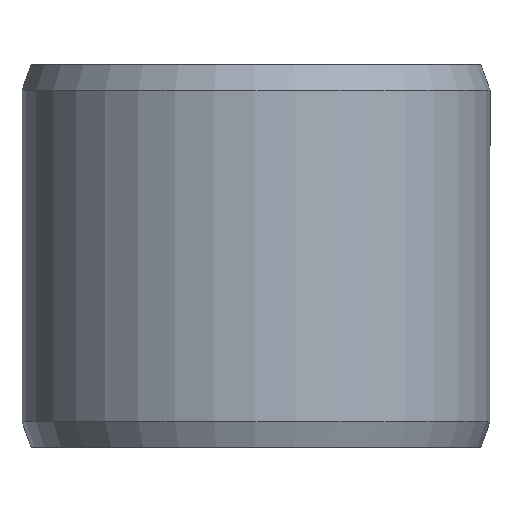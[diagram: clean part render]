
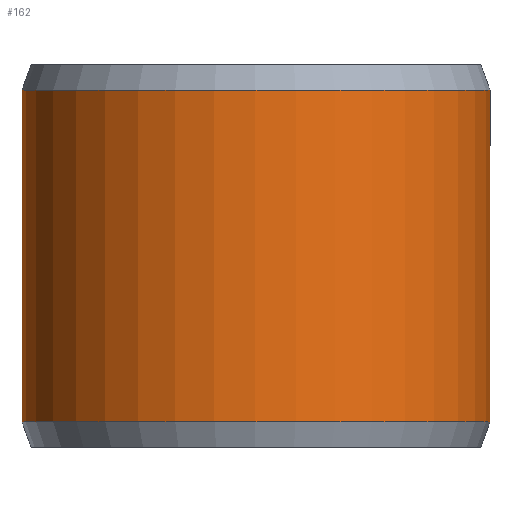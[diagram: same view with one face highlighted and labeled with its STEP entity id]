
A CAD part, front view. The second image highlights one B-rep face of the part: STEP entity #162.
In plain terms, the highlighted cylindrical face has radius 5.5 mm (diameter 11 mm), a partial arc.
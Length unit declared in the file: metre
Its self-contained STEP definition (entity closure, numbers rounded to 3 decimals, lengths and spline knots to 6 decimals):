
#162=ADVANCED_FACE('',(#185,#186),#187,.T.);
#185=FACE_OUTER_BOUND('',#211,.T.);
#186=FACE_BOUND('',#212,.T.);
#187=CYLINDRICAL_SURFACE('',#213,0.0055);
#211=EDGE_LOOP('',(#289,#290,#291,#292));
#212=EDGE_LOOP('',(#293));
#213=AXIS2_PLACEMENT_3D('',#294,#295,#296);
#289=ORIENTED_EDGE('',*,*,#314,.T.);
#290=ORIENTED_EDGE('',*,*,#323,.F.);
#291=ORIENTED_EDGE('',*,*,#309,.F.);
#292=ORIENTED_EDGE('',*,*,#324,.T.);
#293=ORIENTED_EDGE('',*,*,#327,.T.);
#294=CARTESIAN_POINT('',(0.,0.,0.0));
#295=DIRECTION('',(0.,0.0,-1.0));
#296=DIRECTION('',(-1.0,0.0,0.));
#309=EDGE_CURVE('',#341,#342,#343,.T.);
#314=EDGE_CURVE('',#351,#349,#352,.T.);
#323=EDGE_CURVE('',#342,#349,#365,.T.);
#324=EDGE_CURVE('',#341,#351,#366,.T.);
#327=EDGE_CURVE('',#370,#370,#371,.T.);
#341=VERTEX_POINT('',#389);
#342=VERTEX_POINT('',#390);
#343=CIRCLE('',#391,0.0055);
#349=VERTEX_POINT('',#399);
#351=VERTEX_POINT('',#402);
#352=CIRCLE('',#403,0.0055);
#365=LINE('',#422,#423);
#366=LINE('',#424,#425);
#370=VERTEX_POINT('',#483);
#371=B_SPLINE_CURVE_WITH_KNOTS('',3,(#484,#485,#486,#487,#488,#489,#490,#491,#492,#493,#494,#495,#496,#497,#498,#499,#500,#501,#502,#503,#504,#505,#506,#507,#508,#509,#510,#511,#512,#513,#514,#515,#516,#517,#518,#519,#520,#521,#522,#523,#524,#525,#526,#527,#528,#529,#530,#531,#532,#533,#534,#535,#536,#537,#538,#539,#540,#541,#542,#543,#544,#545,#546,#547),.UNSPECIFIED.,.T.,.F.,(2,2,2,2,2,2,2,2,2,2,2,2,2,2,2,2,2,2,2,2,2,2,2,2,2,2,2,2,2,2,2,2,2,2),(-0.000394,0.0,0.000394,0.000788,0.001182,0.001577,0.002365,0.002759,0.003153,0.003547,0.003942,0.004336,0.00473,0.005124,0.005518,0.005912,0.006307,0.006701,0.007095,0.007489,0.007883,0.008277,0.008671,0.009066,0.00946,0.009854,0.010248,0.010642,0.011036,0.011431,0.011825,0.012219,0.012613,0.013007),.UNSPECIFIED.);
#389=CARTESIAN_POINT('',(0.000096,0.005499,0.0006));
#390=CARTESIAN_POINT('',(0.,0.0055,0.0006));
#391=AXIS2_PLACEMENT_3D('',#561,#562,#563);
#399=CARTESIAN_POINT('',(0.,0.0055,0.0084));
#402=CARTESIAN_POINT('',(0.000096,0.005499,0.0084));
#403=AXIS2_PLACEMENT_3D('',#570,#571,#572);
#422=CARTESIAN_POINT('',(0.,0.0055,0.0006));
#423=VECTOR('',#585,1.0);
#424=CARTESIAN_POINT('',(0.000096,0.005499,0.0006));
#425=VECTOR('',#586,1.0);
#483=CARTESIAN_POINT('',(0.003362,-0.004353,0.0045));
#484=CARTESIAN_POINT('',(0.003362,-0.004353,0.004367));
#485=CARTESIAN_POINT('',(0.003362,-0.004353,0.004633));
#486=CARTESIAN_POINT('',(0.003373,-0.004344,0.004764));
#487=CARTESIAN_POINT('',(0.003416,-0.00431,0.005021));
#488=CARTESIAN_POINT('',(0.003449,-0.004285,0.005149));
#489=CARTESIAN_POINT('',(0.003532,-0.004217,0.005391));
#490=CARTESIAN_POINT('',(0.003581,-0.004175,0.005505));
#491=CARTESIAN_POINT('',(0.003695,-0.004074,0.005721));
#492=CARTESIAN_POINT('',(0.00376,-0.004015,0.005823));
#493=CARTESIAN_POINT('',(0.003963,-0.003818,0.006097));
#494=CARTESIAN_POINT('',(0.004119,-0.003653,0.006246));
#495=CARTESIAN_POINT('',(0.004348,-0.00337,0.006396));
#496=CARTESIAN_POINT('',(0.004425,-0.003269,0.006435));
#497=CARTESIAN_POINT('',(0.004575,-0.003056,0.006487));
#498=CARTESIAN_POINT('',(0.004646,-0.002947,0.0065));
#499=CARTESIAN_POINT('',(0.004782,-0.002721,0.0065));
#500=CARTESIAN_POINT('',(0.004846,-0.002604,0.006487));
#501=CARTESIAN_POINT('',(0.004963,-0.002373,0.006435));
#502=CARTESIAN_POINT('',(0.005016,-0.002259,0.006397));
#503=CARTESIAN_POINT('',(0.005112,-0.002032,0.006295));
#504=CARTESIAN_POINT('',(0.005154,-0.001923,0.006234));
#505=CARTESIAN_POINT('',(0.005227,-0.001716,0.006089));
#506=CARTESIAN_POINT('',(0.005258,-0.001616,0.006005));
#507=CARTESIAN_POINT('',(0.005311,-0.001433,0.005822));
#508=CARTESIAN_POINT('',(0.005332,-0.00135,0.005722));
#509=CARTESIAN_POINT('',(0.005367,-0.001203,0.005506));
#510=CARTESIAN_POINT('',(0.005381,-0.001138,0.005389));
#511=CARTESIAN_POINT('',(0.005402,-0.001034,0.005149));
#512=CARTESIAN_POINT('',(0.00541,-0.000993,0.005024));
#513=CARTESIAN_POINT('',(0.005419,-0.000938,0.004765));
#514=CARTESIAN_POINT('',(0.005422,-0.000925,0.004632));
#515=CARTESIAN_POINT('',(0.005422,-0.000924,0.004369));
#516=CARTESIAN_POINT('',(0.005419,-0.000938,0.004237));
#517=CARTESIAN_POINT('',(0.00541,-0.000993,0.003977));
#518=CARTESIAN_POINT('',(0.005402,-0.001033,0.003852));
#519=CARTESIAN_POINT('',(0.005381,-0.001138,0.003611));
#520=CARTESIAN_POINT('',(0.005367,-0.001203,0.003494));
#521=CARTESIAN_POINT('',(0.005332,-0.00135,0.003279));
#522=CARTESIAN_POINT('',(0.005311,-0.001433,0.003178));
#523=CARTESIAN_POINT('',(0.005258,-0.001617,0.002993));
#524=CARTESIAN_POINT('',(0.005227,-0.001716,0.002911));
#525=CARTESIAN_POINT('',(0.005154,-0.001923,0.002767));
#526=CARTESIAN_POINT('',(0.005112,-0.002033,0.002704));
#527=CARTESIAN_POINT('',(0.005016,-0.002259,0.002603));
#528=CARTESIAN_POINT('',(0.004964,-0.002373,0.002565));
#529=CARTESIAN_POINT('',(0.004847,-0.002603,0.002513));
#530=CARTESIAN_POINT('',(0.004782,-0.00272,0.0025));
#531=CARTESIAN_POINT('',(0.004646,-0.002946,0.0025));
#532=CARTESIAN_POINT('',(0.004575,-0.003056,0.002513));
#533=CARTESIAN_POINT('',(0.004425,-0.003268,0.002565));
#534=CARTESIAN_POINT('',(0.004348,-0.00337,0.002604));
#535=CARTESIAN_POINT('',(0.004195,-0.003559,0.002704));
#536=CARTESIAN_POINT('',(0.004117,-0.003648,0.002767));
#537=CARTESIAN_POINT('',(0.003967,-0.003811,0.002912));
#538=CARTESIAN_POINT('',(0.003895,-0.003884,0.002995));
#539=CARTESIAN_POINT('',(0.003759,-0.004016,0.003178));
#540=CARTESIAN_POINT('',(0.003694,-0.004075,0.00328));
#541=CARTESIAN_POINT('',(0.003581,-0.004175,0.003496));
#542=CARTESIAN_POINT('',(0.003531,-0.004217,0.00361));
#543=CARTESIAN_POINT('',(0.003449,-0.004285,0.003852));
#544=CARTESIAN_POINT('',(0.003416,-0.004311,0.003979));
#545=CARTESIAN_POINT('',(0.003373,-0.004344,0.004236));
#546=CARTESIAN_POINT('',(0.003362,-0.004353,0.004367));
#547=CARTESIAN_POINT('',(0.003362,-0.004353,0.004633));
#561=CARTESIAN_POINT('',(0.,0.,0.0006));
#562=DIRECTION('',(0.,0.0,-1.0));
#563=DIRECTION('',(-1.0,0.0,0.));
#570=CARTESIAN_POINT('',(0.,0.,0.0084));
#571=DIRECTION('',(0.,0.0,-1.0));
#572=DIRECTION('',(-1.0,0.0,0.));
#585=DIRECTION('',(0.0,0.0,1.0));
#586=DIRECTION('',(0.,0.,1.0));
